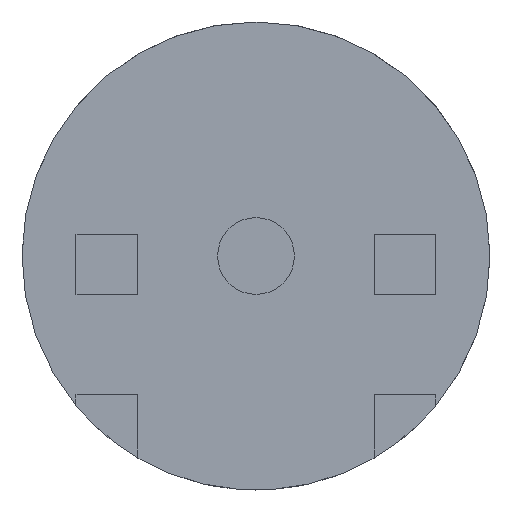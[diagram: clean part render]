
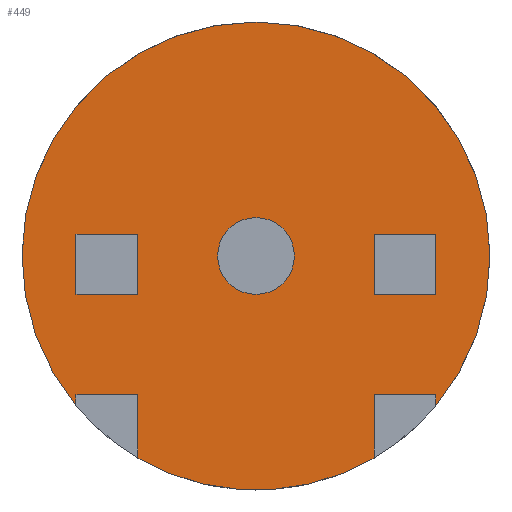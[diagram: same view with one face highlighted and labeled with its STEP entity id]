
A CAD part, front view. The second image highlights one B-rep face of the part: STEP entity #449.
In plain terms, the highlighted planar face has unit normal (0, -1, 0).
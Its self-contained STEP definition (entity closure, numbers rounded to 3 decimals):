
#15=LINE('',#676,#59);
#19=LINE('',#685,#63);
#23=LINE('',#692,#67);
#25=LINE('',#699,#69);
#29=LINE('',#708,#73);
#33=LINE('',#715,#77);
#35=LINE('',#726,#79);
#36=LINE('',#728,#80);
#37=LINE('',#730,#81);
#38=LINE('',#731,#82);
#39=LINE('',#734,#83);
#40=LINE('',#736,#84);
#41=LINE('',#738,#85);
#42=LINE('',#739,#86);
#59=VECTOR('',#550,10.);
#63=VECTOR('',#556,10.);
#67=VECTOR('',#562,10.);
#69=VECTOR('',#570,10.);
#73=VECTOR('',#576,10.);
#77=VECTOR('',#582,10.);
#79=VECTOR('',#596,10.);
#80=VECTOR('',#597,10.);
#81=VECTOR('',#598,10.);
#82=VECTOR('',#599,10.);
#83=VECTOR('',#600,10.);
#84=VECTOR('',#601,10.);
#85=VECTOR('',#602,10.);
#86=VECTOR('',#603,10.);
#112=FACE_BOUND('',#165,.T.);
#113=FACE_BOUND('',#166,.T.);
#114=FACE_BOUND('',#167,.T.);
#131=FACE_OUTER_BOUND('',#164,.T.);
#164=EDGE_LOOP('',(#339,#340,#341,#342,#343,#344,#345,#346));
#165=EDGE_LOOP('',(#347));
#166=EDGE_LOOP('',(#348,#349,#350,#351));
#167=EDGE_LOOP('',(#352,#353,#354,#355));
#195=CIRCLE('',#506,3.965);
#196=CIRCLE('',#507,3.965);
#197=CIRCLE('',#508,0.65);
#206=VERTEX_POINT('',#674);
#207=VERTEX_POINT('',#675);
#210=VERTEX_POINT('',#683);
#211=VERTEX_POINT('',#684);
#214=VERTEX_POINT('',#697);
#215=VERTEX_POINT('',#698);
#218=VERTEX_POINT('',#706);
#219=VERTEX_POINT('',#707);
#222=VERTEX_POINT('',#722);
#223=VERTEX_POINT('',#724);
#224=VERTEX_POINT('',#725);
#225=VERTEX_POINT('',#727);
#226=VERTEX_POINT('',#729);
#227=VERTEX_POINT('',#732);
#228=VERTEX_POINT('',#733);
#229=VERTEX_POINT('',#735);
#230=VERTEX_POINT('',#737);
#247=EDGE_CURVE('',#206,#207,#15,.T.);
#251=EDGE_CURVE('',#210,#211,#19,.T.);
#255=EDGE_CURVE('',#211,#206,#23,.T.);
#258=EDGE_CURVE('',#214,#215,#25,.T.);
#262=EDGE_CURVE('',#218,#219,#29,.T.);
#266=EDGE_CURVE('',#219,#214,#33,.T.);
#269=EDGE_CURVE('',#207,#218,#195,.T.);
#270=EDGE_CURVE('',#215,#210,#196,.T.);
#271=EDGE_CURVE('',#222,#222,#197,.T.);
#272=EDGE_CURVE('',#223,#224,#35,.T.);
#273=EDGE_CURVE('',#224,#225,#36,.T.);
#274=EDGE_CURVE('',#225,#226,#37,.T.);
#275=EDGE_CURVE('',#226,#223,#38,.T.);
#276=EDGE_CURVE('',#227,#228,#39,.T.);
#277=EDGE_CURVE('',#228,#229,#40,.T.);
#278=EDGE_CURVE('',#229,#230,#41,.T.);
#279=EDGE_CURVE('',#230,#227,#42,.T.);
#339=ORIENTED_EDGE('',*,*,#251,.T.);
#340=ORIENTED_EDGE('',*,*,#255,.T.);
#341=ORIENTED_EDGE('',*,*,#247,.T.);
#342=ORIENTED_EDGE('',*,*,#269,.T.);
#343=ORIENTED_EDGE('',*,*,#262,.T.);
#344=ORIENTED_EDGE('',*,*,#266,.T.);
#345=ORIENTED_EDGE('',*,*,#258,.T.);
#346=ORIENTED_EDGE('',*,*,#270,.T.);
#347=ORIENTED_EDGE('',*,*,#271,.T.);
#348=ORIENTED_EDGE('',*,*,#272,.T.);
#349=ORIENTED_EDGE('',*,*,#273,.T.);
#350=ORIENTED_EDGE('',*,*,#274,.T.);
#351=ORIENTED_EDGE('',*,*,#275,.T.);
#352=ORIENTED_EDGE('',*,*,#276,.T.);
#353=ORIENTED_EDGE('',*,*,#277,.T.);
#354=ORIENTED_EDGE('',*,*,#278,.T.);
#355=ORIENTED_EDGE('',*,*,#279,.T.);
#423=PLANE('',#505);
#449=ADVANCED_FACE('',(#131,#112,#113,#114),#423,.F.);
#505=AXIS2_PLACEMENT_3D('',#719,#588,#589);
#506=AXIS2_PLACEMENT_3D('',#720,#590,#591);
#507=AXIS2_PLACEMENT_3D('',#721,#592,#593);
#508=AXIS2_PLACEMENT_3D('',#723,#594,#595);
#550=DIRECTION('',(0.,0.,-1.));
#556=DIRECTION('',(0.,0.,1.));
#562=DIRECTION('',(1.,0.,0.));
#570=DIRECTION('',(0.,0.,-1.));
#576=DIRECTION('',(0.,0.,1.));
#582=DIRECTION('',(1.,0.,0.));
#588=DIRECTION('center_axis',(0.,1.,0.));
#589=DIRECTION('ref_axis',(0.,0.,1.));
#590=DIRECTION('center_axis',(0.,-1.,0.));
#591=DIRECTION('ref_axis',(-1.,0.,0.));
#592=DIRECTION('center_axis',(0.,-1.,0.));
#593=DIRECTION('ref_axis',(-1.,0.,0.));
#594=DIRECTION('center_axis',(0.,1.,0.));
#595=DIRECTION('ref_axis',(-1.,0.,0.));
#596=DIRECTION('',(0.,0.,-1.));
#597=DIRECTION('',(-1.,0.,0.));
#598=DIRECTION('',(0.,0.,1.));
#599=DIRECTION('',(1.,0.,0.));
#600=DIRECTION('',(0.,0.,-1.));
#601=DIRECTION('',(-1.,0.,0.));
#602=DIRECTION('',(0.,0.,1.));
#603=DIRECTION('',(1.,0.,0.));
#674=CARTESIAN_POINT('',(-2.,-1.26,-2.35));
#675=CARTESIAN_POINT('',(-2.,-1.26,-3.424));
#676=CARTESIAN_POINT('',(-2.,-1.26,-1.712));
#683=CARTESIAN_POINT('',(-3.05,-1.26,-2.534));
#684=CARTESIAN_POINT('',(-3.05,-1.26,-2.35));
#685=CARTESIAN_POINT('',(-3.05,-1.26,-1.175));
#692=CARTESIAN_POINT('',(-1.,-1.26,-2.35));
#697=CARTESIAN_POINT('',(3.05,-1.26,-2.35));
#698=CARTESIAN_POINT('',(3.05,-1.26,-2.534));
#699=CARTESIAN_POINT('',(3.05,-1.26,-1.267));
#706=CARTESIAN_POINT('',(2.,-1.26,-3.424));
#707=CARTESIAN_POINT('',(2.,-1.26,-2.35));
#708=CARTESIAN_POINT('',(2.,-1.26,-1.175));
#715=CARTESIAN_POINT('',(1.525,-1.26,-2.35));
#719=CARTESIAN_POINT('Origin',(0.,-1.26,0.));
#720=CARTESIAN_POINT('Origin',(0.,-1.26,0.));
#721=CARTESIAN_POINT('Origin',(0.,-1.26,0.));
#722=CARTESIAN_POINT('',(0.65,-1.26,0.));
#723=CARTESIAN_POINT('Origin',(0.,-1.26,0.));
#724=CARTESIAN_POINT('',(3.05,-1.26,0.368));
#725=CARTESIAN_POINT('',(3.05,-1.26,-0.65));
#726=CARTESIAN_POINT('',(3.05,-1.26,-0.325));
#727=CARTESIAN_POINT('',(2.,-1.26,-0.65));
#728=CARTESIAN_POINT('',(1.,-1.26,-0.65));
#729=CARTESIAN_POINT('',(2.,-1.26,0.368));
#730=CARTESIAN_POINT('',(2.,-1.26,0.184));
#731=CARTESIAN_POINT('',(1.525,-1.26,0.368));
#732=CARTESIAN_POINT('',(-2.,-1.26,0.368));
#733=CARTESIAN_POINT('',(-2.,-1.26,-0.65));
#734=CARTESIAN_POINT('',(-2.,-1.26,-0.325));
#735=CARTESIAN_POINT('',(-3.05,-1.26,-0.65));
#736=CARTESIAN_POINT('',(-1.525,-1.26,-0.65));
#737=CARTESIAN_POINT('',(-3.05,-1.26,0.368));
#738=CARTESIAN_POINT('',(-3.05,-1.26,0.184));
#739=CARTESIAN_POINT('',(-1.,-1.26,0.368));
